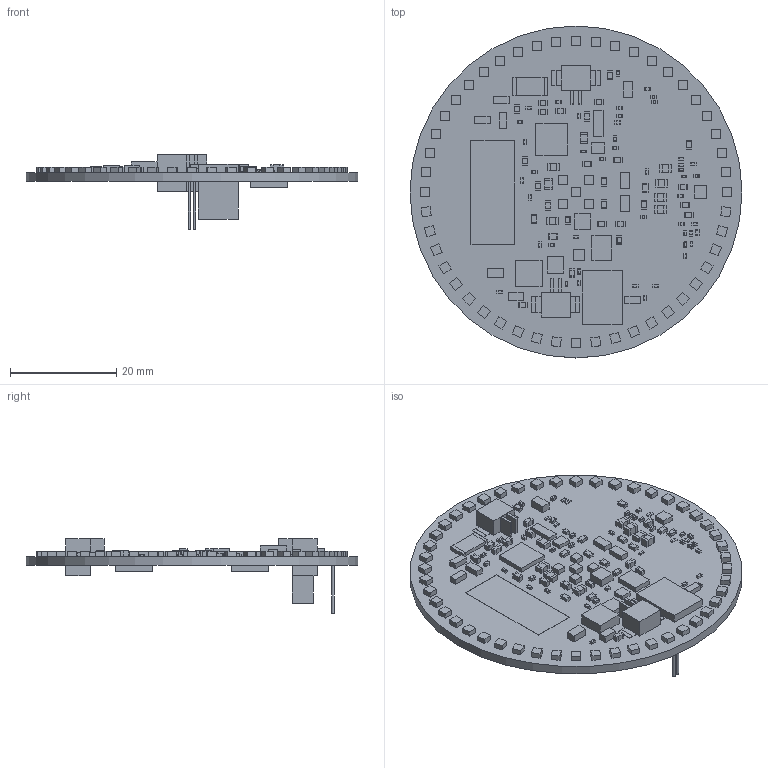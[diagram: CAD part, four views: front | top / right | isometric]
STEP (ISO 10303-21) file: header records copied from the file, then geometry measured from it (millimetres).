
FILE_DESCRIPTION(('Open CASCADE Model'),'2;1');
FILE_NAME('Open CASCADE Shape Model','2015-12-21T19:26:31',('Author'),( 'Open CASCADE'),'Open CASCADE STEP processor 6.5','Open CASCADE 6.5' ,'Unknown');
FILE_SCHEMA(('AUTOMOTIVE_DESIGN { 1 0 10303 214 1 1 1 1 }'));
Length unit declared in the file: millimetre
Products named in the file (299): PCB; Board; LED1; 487356784; Extruded; LED2; LED3; LED4; LED5; LED6; LED7; LED8; LED9; LED10; LED11; LED12; LED13; 487357040; LED14; 487357296; LED15; 487357552; LED16; 487356528; LED17; 487355888; LED18; LED19; LED20; LED21; LED22; LED23; LED24; LED25; LED26; LED27; LED28; LED29; LED30; LED31 ...
Assembly tree (541 placements, depth 4):
  PCB
    Board
    LED1
      487356784
        Extruded
    LED2
      487356784
        Extruded
    LED3
      487356784
        Extruded
    LED4
      487356784
        Extruded
    LED5
      487356784
        Extruded
    LED6
      487356784
        Extruded
    LED7
      487356784
        Extruded
    LED8
      487356784
        Extruded
    LED9
      487356784
        Extruded
    LED10
      487356784
        Extruded
    LED11
      487356784
        Extruded
    LED12
      487356784
        Extruded
    LED13
      487357040
        Extruded
    LED14
      487357296
        Extruded
    LED15
      487357552
        Extruded
    LED16
      487356528
        Extruded
    LED17
      487355888
        Extruded
    LED18
      487356784
        Extruded
    LED19
      487357040
        Extruded
    LED20
Bounding box: 62.5 x 62.5 x 14.04 mm (x, y, z)
Volume: 6378.7 mm3; surface area: 9989.8 mm2
Topology: 330 solids, 330 shells, 3089 faces, 6767 edges, 4274 vertices
Faces by surface type: plane 2322, bspline 408, cylinder 303, sphere 56
Full cylindrical faces by diameter (mm): 0.5 x2, 62.5 x1
Entity records: 46877 total; most frequent: CARTESIAN_POINT 11282, DIRECTION 5684, LINE 3104, VECTOR 3104, ORIENTED_EDGE 2688, PCURVE 2688, DEFINITIONAL_REPRESENTATION 2688, EDGE_CURVE 1344
